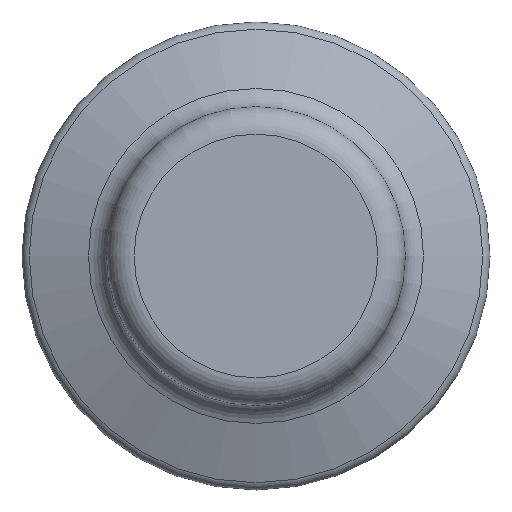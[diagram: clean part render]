
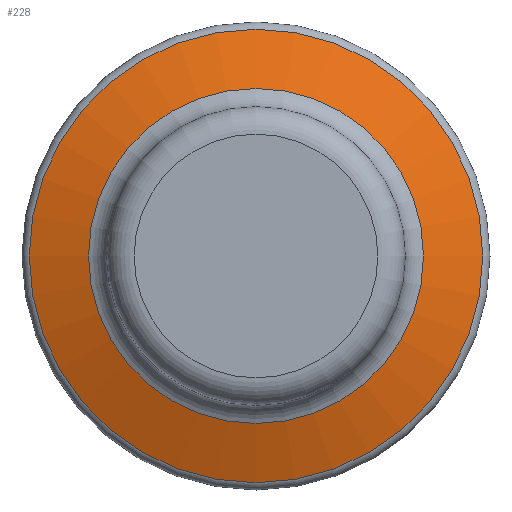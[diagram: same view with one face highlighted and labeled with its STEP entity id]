
A CAD part, left-side view. The second image highlights one B-rep face of the part: STEP entity #228.
In plain terms, the highlighted conical face has half-angle 70 degrees and reference radius 14.32 mm.
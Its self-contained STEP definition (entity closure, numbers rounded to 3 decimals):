
#24=LINE('',#444,#29);
#29=VECTOR('',#369,14.32);
#33=CONICAL_SURFACE('',#285,14.32,1.222);
#44=FACE_OUTER_BOUND('',#59,.T.);
#59=EDGE_LOOP('',(#194,#195,#196,#197,#198,#199));
#84=CIRCLE('',#283,12.166);
#85=CIRCLE('',#284,12.166);
#86=CIRCLE('',#286,16.474);
#87=CIRCLE('',#287,16.474);
#107=VERTEX_POINT('',#435);
#108=VERTEX_POINT('',#437);
#109=VERTEX_POINT('',#441);
#110=VERTEX_POINT('',#442);
#137=EDGE_CURVE('',#108,#107,#84,.T.);
#138=EDGE_CURVE('',#107,#108,#85,.T.);
#139=EDGE_CURVE('',#109,#110,#86,.T.);
#140=EDGE_CURVE('',#109,#108,#24,.T.);
#141=EDGE_CURVE('',#110,#109,#87,.T.);
#194=ORIENTED_EDGE('',*,*,#139,.F.);
#195=ORIENTED_EDGE('',*,*,#140,.T.);
#196=ORIENTED_EDGE('',*,*,#137,.T.);
#197=ORIENTED_EDGE('',*,*,#138,.T.);
#198=ORIENTED_EDGE('',*,*,#140,.F.);
#199=ORIENTED_EDGE('',*,*,#141,.F.);
#228=ADVANCED_FACE('',(#44),#33,.T.);
#283=AXIS2_PLACEMENT_3D('',#438,#361,#362);
#284=AXIS2_PLACEMENT_3D('',#439,#363,#364);
#285=AXIS2_PLACEMENT_3D('',#440,#365,#366);
#286=AXIS2_PLACEMENT_3D('',#443,#367,#368);
#287=AXIS2_PLACEMENT_3D('',#445,#370,#371);
#361=DIRECTION('center_axis',(1.,0.,0.));
#362=DIRECTION('ref_axis',(0.,0.,-1.));
#363=DIRECTION('center_axis',(1.,0.,0.));
#364=DIRECTION('ref_axis',(0.,0.,-1.));
#365=DIRECTION('center_axis',(1.,0.,0.));
#366=DIRECTION('ref_axis',(0.,1.,0.));
#367=DIRECTION('center_axis',(1.,0.,0.));
#368=DIRECTION('ref_axis',(0.,0.,-1.));
#369=DIRECTION('',(-0.342,0.94,0.));
#370=DIRECTION('center_axis',(1.,0.,0.));
#371=DIRECTION('ref_axis',(0.,0.,-1.));
#435=CARTESIAN_POINT('',(-4.609,0.,12.166));
#437=CARTESIAN_POINT('',(-4.609,-12.166,0.));
#438=CARTESIAN_POINT('Origin',(-4.609,0.,0.));
#439=CARTESIAN_POINT('Origin',(-4.609,0.,0.));
#440=CARTESIAN_POINT('Origin',(-3.826,0.,0.));
#441=CARTESIAN_POINT('',(-3.042,-16.474,0.));
#442=CARTESIAN_POINT('',(-3.042,0.,16.474));
#443=CARTESIAN_POINT('Origin',(-3.042,0.,0.));
#444=CARTESIAN_POINT('',(-3.826,-14.32,0.));
#445=CARTESIAN_POINT('Origin',(-3.042,0.,0.));
